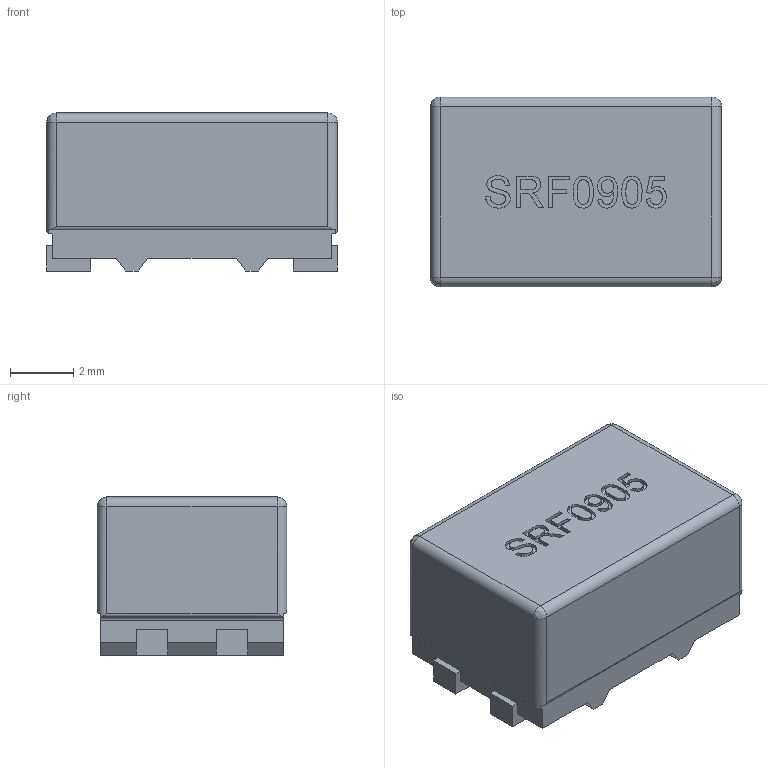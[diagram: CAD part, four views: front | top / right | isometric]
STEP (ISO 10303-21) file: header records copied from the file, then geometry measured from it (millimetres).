
FILE_DESCRIPTION(('FreeCAD Model'),'2;1');
FILE_NAME('User Library-Bourns - SRF0905.step', '2020-01-25T20:50:31',('kicad StepUp'),('ksu MCAD'), 'Open CASCADE STEP processor 7.3','FreeCAD','Unknown');
FILE_SCHEMA(('AUTOMOTIVE_DESIGN { 1 0 10303 214 1 1 1 1 }'));
Length unit declared in the file: millimetre
Products named in the file (1): User_Library-Bourns_-_SRF0905
Bounding box: 9.2 x 6 x 5 mm (x, y, z)
Volume: 255.1 mm3; surface area: 260.7 mm2
Topology: 1 solids, 1 shells, 166 faces, 451 edges, 294 vertices
Faces by surface type: plane 84, bspline 68, cylinder 14
Entity records: 12176 total; most frequent: CARTESIAN_POINT 7294, ORIENTED_EDGE 894, DIRECTION 529, EDGE_CURVE 447, VERTEX_POINT 294, LINE 291, VECTOR 291, FACE_BOUND 177
